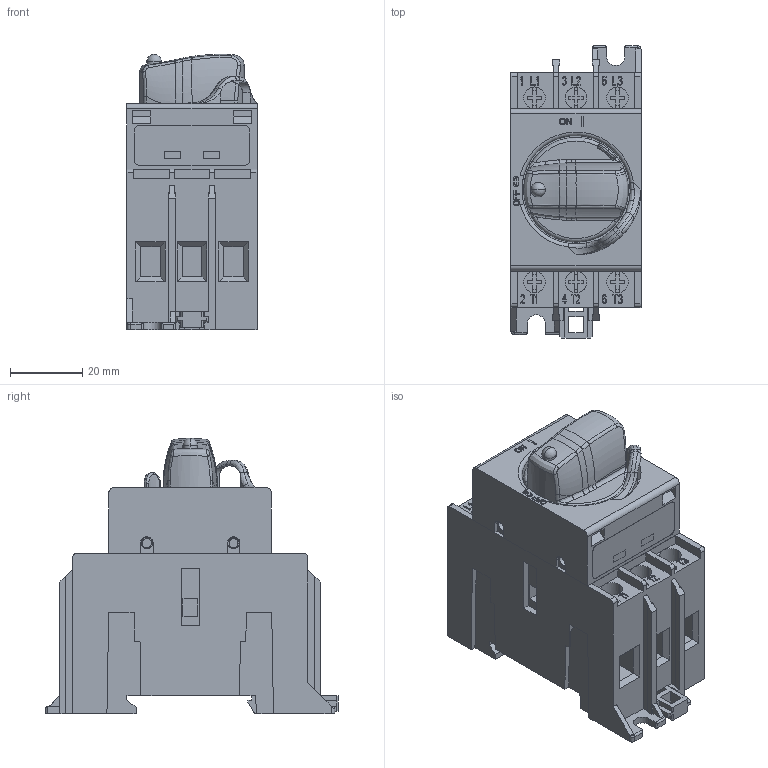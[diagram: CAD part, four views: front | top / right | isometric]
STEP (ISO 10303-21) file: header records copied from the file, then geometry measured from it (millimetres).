
FILE_DESCRIPTION((''),'2;1');
FILE_NAME('PROCUS_KS3-XX_ASM','2015-06-09T',('kjell_andersson'),(''),'PRO/ENGINEER BY PARAMETRIC TECHNOLOGY CORPORATION, 2013230','PRO/ENGINEER BY PARAMETRIC TECHNOLOGY CORPORATION, 2013230','');
FILE_SCHEMA(('CONFIG_CONTROL_DESIGN'));
Products named in the file (7): KSXA3_LIGHT; PMR240; KSXA3_LIGHT_ASM; PMR239_LIGHT_GEN; PMR241B; PEMS25_LIGHT; PROCUS_KS3-XX_ASM
Assembly tree (6 placements, depth 3):
  PROCUS_KS3-XX_ASM
    KSXA3_LIGHT_ASM
      KSXA3_LIGHT
      PMR240
    PMR239_LIGHT_GEN
    PMR241B
    PEMS25_LIGHT
Bounding box: 36 x 81 x 76.2 mm (x, y, z)
Volume: 116958.8 mm3; surface area: 38184.7 mm2
Topology: 5 solids, 5 shells, 1369 faces, 3793 edges, 2486 vertices
Faces by surface type: plane 1132, cylinder 120, bspline 87, torus 13, extrusion 8, cone 7, sphere 2
Entity records: 64091 total; most frequent: CARTESIAN_POINT 29585, ORIENTED_EDGE 7578, DIRECTION 6366, EDGE_CURVE 3789, VECTOR 3180, LINE 3172, VERTEX_POINT 2486, AXIS2_PLACEMENT_3D 1593
